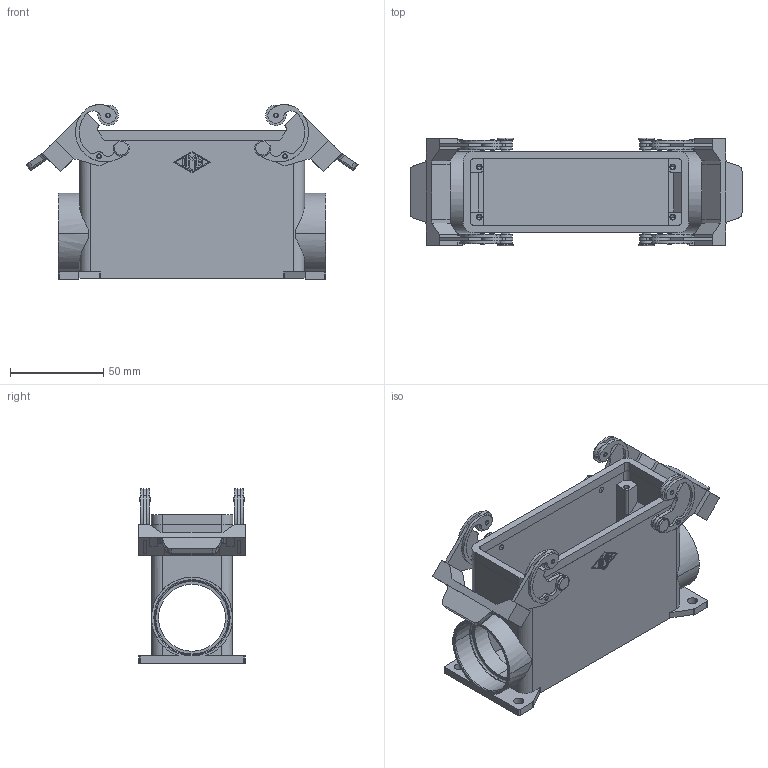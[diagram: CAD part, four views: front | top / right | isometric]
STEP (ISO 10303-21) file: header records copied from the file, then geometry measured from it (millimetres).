
FILE_DESCRIPTION((''),'2;1');
FILE_NAME('MMAP 16.240.stp','2007-01-10T16:16:44',('gembarski'),(''),'Autodesk Inventor 7','Autodesk Inventor 7','');
FILE_SCHEMA(('AUTOMOTIVE_DESIGN { 1 0 10303 214 1 1 1 1 }'));
Length unit declared in the file: millimetre
Products named in the file (1): MMAP 16.240
Bounding box: 178.49 x 58 x 93.94 mm (x, y, z)
Volume: 131451.7 mm3; surface area: 81811.8 mm2
Topology: 1 solids, 5 shells, 768 faces, 2055 edges, 1344 vertices
Faces by surface type: bspline 322, cylinder 215, plane 195, torus 32, cone 4
Entity records: 28641 total; most frequent: CARTESIAN_POINT 9588, ORIENTED_EDGE 4102, DIRECTION 3923, EDGE_CURVE 2051, AXIS2_PLACEMENT_3D 1465, VERTEX_POINT 1344, VECTOR 993, LINE 993
